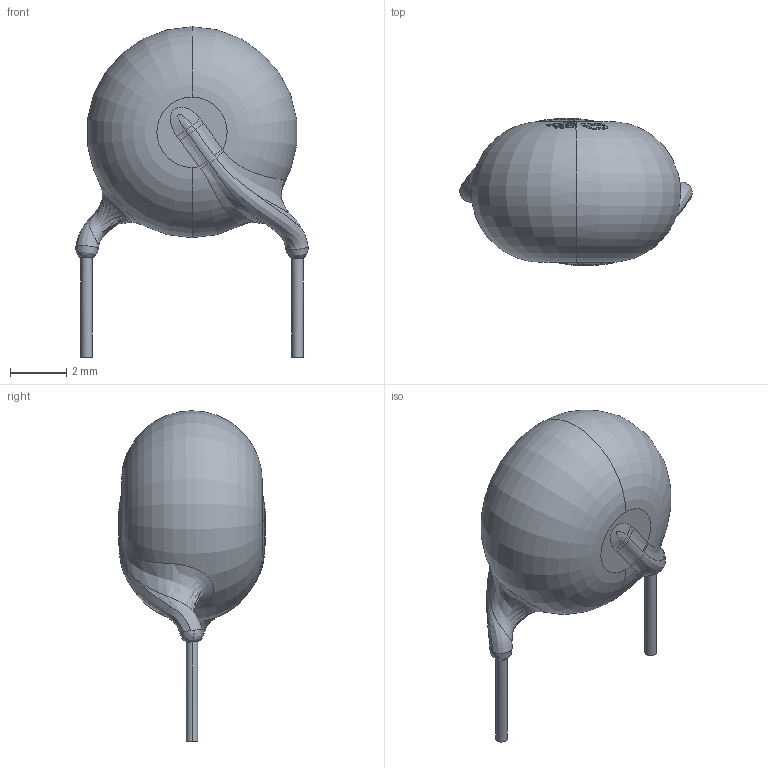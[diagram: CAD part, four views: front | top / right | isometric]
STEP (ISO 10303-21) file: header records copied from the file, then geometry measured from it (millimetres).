
FILE_DESCRIPTION (( 'STEP AP214' ), '1' );
FILE_NAME ('CAP-TH_BD7.5-W5.0-P7.5.step', '2022-07-01T07:29:27', ( '' ), ( '' ), 'SwSTEP 2.0', 'SolidWorks 2020', '' );
FILE_SCHEMA (( 'AUTOMOTIVE_DESIGN' ));
Length unit declared in the file: millimetre
Products named in the file (1): CAP-TH_BD7.5-W5.0-P7.5
Bounding box: 8.26 x 5.2 x 11.75 mm (x, y, z)
Volume: 174.1 mm3; surface area: 173.6 mm2
Topology: 1 solids, 1 shells, 265 faces, 726 edges, 480 vertices
Faces by surface type: bspline 226, torus 27, cylinder 8, plane 4
Entity records: 17784 total; most frequent: CARTESIAN_POINT 10129, ORIENTED_EDGE 1452, EDGE_CURVE 726, B_SPLINE_CURVE_WITH_KNOTS 676, VERTEX_POINT 480, EDGE_LOOP 282, UNCERTAINTY_MEASURE_WITH_UNIT 268, SURFACE_STYLE_USAGE 267
